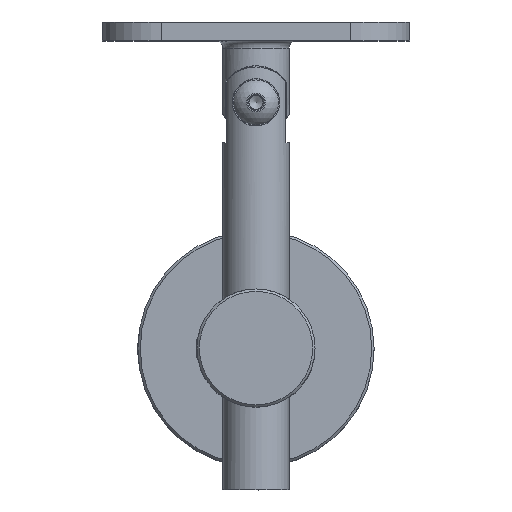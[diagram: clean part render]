
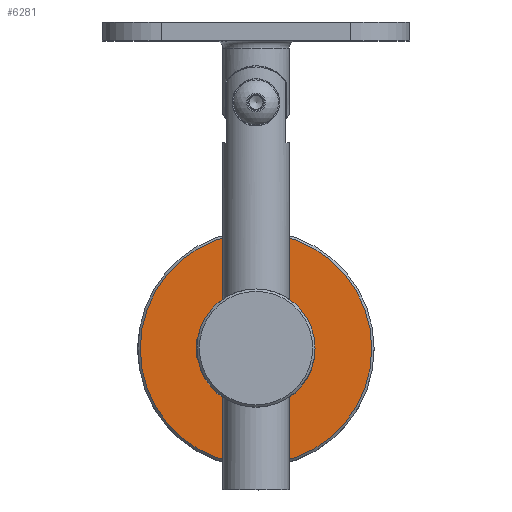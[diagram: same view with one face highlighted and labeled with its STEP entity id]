
A CAD part, top view. The second image highlights one B-rep face of the part: STEP entity #6281.
In plain terms, the highlighted planar face has unit normal (0, 0, 1).
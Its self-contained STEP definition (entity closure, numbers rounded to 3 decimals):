
#293 = DIRECTION ( 'NONE',  ( 0., 0., 1. ) ) ;
#444 = DIRECTION ( 'NONE',  ( 1., 0., 0. ) ) ;
#1935 = CARTESIAN_POINT ( 'NONE',  ( 0., 0., 5. ) ) ;
#1941 = FACE_OUTER_BOUND ( 'NONE', #14722, .T. ) ;
#2184 = VERTEX_POINT ( 'NONE', #10904 ) ;
#5339 = CARTESIAN_POINT ( 'NONE',  ( 0., 0., 5. ) ) ;
#5463 = CARTESIAN_POINT ( 'NONE',  ( 0., 0., 5. ) ) ;
#5485 = AXIS2_PLACEMENT_3D ( 'NONE', #5463, #16725, #16867 ) ;
#5830 = AXIS2_PLACEMENT_3D ( 'NONE', #5339, #11910, #13694 ) ;
#6281 = ADVANCED_FACE ( 'NONE', ( #1941, #16186 ), #18453, .T. ) ;
#7253 = VERTEX_POINT ( 'NONE', #17363 ) ;
#8628 = AXIS2_PLACEMENT_3D ( 'NONE', #1935, #293, #444 ) ;
#10411 = CIRCLE ( 'NONE', #5485, 24.5 ) ;
#10904 = CARTESIAN_POINT ( 'NONE',  ( 12.5, 0., 5. ) ) ;
#11910 = DIRECTION ( 'NONE',  ( 0., 0., 1. ) ) ;
#13162 = EDGE_LOOP ( 'NONE', ( #16579 ) ) ;
#13694 = DIRECTION ( 'NONE',  ( 1., 0., 0. ) ) ;
#14722 = EDGE_LOOP ( 'NONE', ( #20782 ) ) ;
#16099 = EDGE_CURVE ( 'NONE', #2184, #2184, #20345, .T. ) ;
#16186 = FACE_BOUND ( 'NONE', #13162, .T. ) ;
#16579 = ORIENTED_EDGE ( 'NONE', *, *, #16099, .F. ) ;
#16725 = DIRECTION ( 'NONE',  ( 0., 0., 1. ) ) ;
#16867 = DIRECTION ( 'NONE',  ( 1., 0., 0. ) ) ;
#17341 = EDGE_CURVE ( 'NONE', #7253, #7253, #10411, .T. ) ;
#17363 = CARTESIAN_POINT ( 'NONE',  ( 24.5, 0., 5. ) ) ;
#18453 = PLANE ( 'NONE',  #5830 ) ;
#20345 = CIRCLE ( 'NONE', #8628, 12.5 ) ;
#20782 = ORIENTED_EDGE ( 'NONE', *, *, #17341, .T. ) ;
